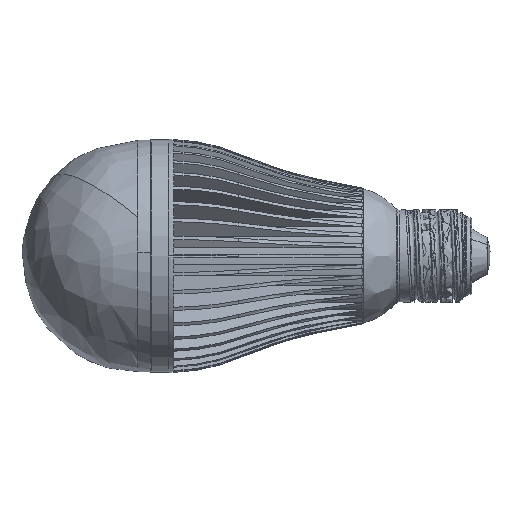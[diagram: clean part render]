
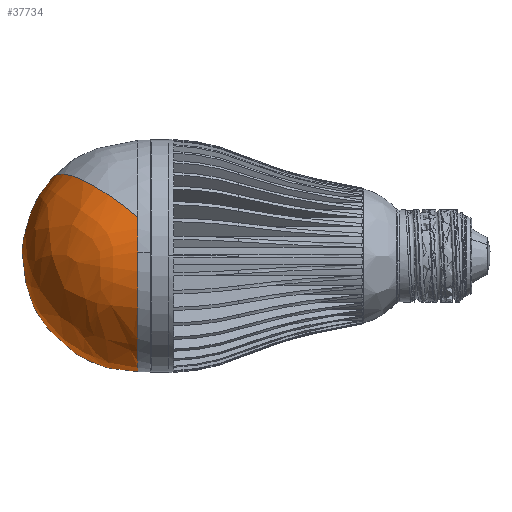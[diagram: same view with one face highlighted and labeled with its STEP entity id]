
A CAD part, left-side view. The second image highlights one B-rep face of the part: STEP entity #37734.
In plain terms, the highlighted free-form (B-spline) face has degree [3, 3] with [4, 4] control points.
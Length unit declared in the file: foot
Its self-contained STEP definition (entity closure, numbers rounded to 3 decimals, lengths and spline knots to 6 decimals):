
#1520 = CARTESIAN_POINT ( 'NONE',  ( 0.048476, 0.033732, 0.055642 ) ) ;
#1695 = CARTESIAN_POINT ( 'NONE',  ( -0.003595, -0.01251, -0.181647 ) ) ;
#1976 = CARTESIAN_POINT ( 'NONE',  ( -0.10625, -0.042708, 0. ) ) ;
#2570 = AXIS2_PLACEMENT_3D ( 'NONE', #9874, #37259, #13804 ) ;
#3934 = CIRCLE ( 'NONE', #31820, 0.10625 ) ;
#5364 = VERTEX_POINT ( 'NONE', #27198 ) ;
#5469 = CARTESIAN_POINT ( 'NONE',  ( 0.048476, 0.033732, 0.055642 ) ) ;
#5632 = CARTESIAN_POINT ( 'NONE',  ( -0.098965, -0.081135, -0.004283 ) ) ;
#6303 = CARTESIAN_POINT ( 'NONE',  ( 0., -0.042708, 0. ) ) ;
#9292 = ORIENTED_EDGE ( 'NONE', *, *, #14475, .T. ) ;
#9399 = CARTESIAN_POINT ( 'NONE',  ( 0.144092, 0.010746, 0.003918 ) ) ;
#9874 = CARTESIAN_POINT ( 'NONE',  ( 0., -0.042708, 0. ) ) ;
#10063 = EDGE_CURVE ( 'NONE', #35914, #38777, #32862, .T. ) ;
#10226 = DIRECTION ( 'NONE',  ( 1., 0., 0. ) ) ;
#10643 = EDGE_LOOP ( 'NONE', ( #33789, #33923, #9292, #17502 ) ) ;
#11917 = CIRCLE ( 'NONE', #32765, 0.10625 ) ;
#13322 = CARTESIAN_POINT ( 'NONE',  ( -0.097489, 0.204062, -0.051186 ) ) ;
#13804 = DIRECTION ( 'NONE',  ( 0.456, 0.719, 0.524 ) ) ;
#13959 = EDGE_CURVE ( 'NONE', #35914, #5364, #11917, .T. ) ;
#14475 = EDGE_CURVE ( 'NONE', #38777, #14843, #16197, .T. ) ;
#14843 = VERTEX_POINT ( 'NONE', #1976 ) ;
#15619 = DIRECTION ( 'NONE',  ( 0., 1., 0. ) ) ;
#15697 = DIRECTION ( 'NONE',  ( 0.227, -0.663, 0.713 ) ) ;
#16197 = CIRCLE ( 'NONE', #26519, 0.10625 ) ;
#17266 = CARTESIAN_POINT ( 'NONE',  ( 0.13391, -0.071898, -0.069651 ) ) ;
#17502 = ORIENTED_EDGE ( 'NONE', *, *, #45652, .T. ) ;
#17816 = CARTESIAN_POINT ( 'NONE',  ( 0.101267, -0.042708, -0.032158 ) ) ;
#21037 = CARTESIAN_POINT ( 'NONE',  ( 0.048476, 0.033732, 0.055642 ) ) ;
#21206 = CARTESIAN_POINT ( 'NONE',  ( -0.200252, 0.195502, -0.145872 ) ) ;
#25136 = CARTESIAN_POINT ( 'NONE',  ( 0.03049, -0.112256, -0.074314 ) ) ;
#26519 = AXIS2_PLACEMENT_3D ( 'NONE', #6303, #33674, #10226 ) ;
#27198 = CARTESIAN_POINT ( 'NONE',  ( -0.101267, -0.042708, 0.032158 ) ) ;
#29073 = CARTESIAN_POINT ( 'NONE',  ( -0.13305, 0.01861, -0.111617 ) ) ;
#29272 = FACE_OUTER_BOUND ( 'NONE', #10643, .T. ) ;
#31820 = AXIS2_PLACEMENT_3D ( 'NONE', #39059, #15619, #42979 ) ;
#32591 =( BOUNDED_SURFACE ( )  B_SPLINE_SURFACE ( 3, 3, ( 
 ( #1520, #21037, #5469, #32834 ),
 ( #9399, #36783, #13322, #40699 ),
 ( #17266, #44633, #21206, #48568 ),
 ( #25136, #1695, #29073, #5632 ) ),
 .UNSPECIFIED., .F., .F., .F. ) 
 B_SPLINE_SURFACE_WITH_KNOTS ( ( 4, 4 ),
 ( 4, 4 ),
 ( 0., 1. ),
 ( 0., 1. ),
 .UNSPECIFIED. ) 
 GEOMETRIC_REPRESENTATION_ITEM ( )  RATIONAL_B_SPLINE_SURFACE ( (
 ( 1., 0.333, 0.333, 1.),
 ( 0.589, 0.196, 0.196, 0.589),
 ( 0.589, 0.196, 0.196, 0.589),
 ( 1., 0.333, 0.333, 1.) ) ) 
 REPRESENTATION_ITEM ( '' )  SURFACE ( )  );
#32765 = AXIS2_PLACEMENT_3D ( 'NONE', #39134, #15697, #43054 ) ;
#32834 = CARTESIAN_POINT ( 'NONE',  ( 0.048476, 0.033732, 0.055642 ) ) ;
#32862 = CIRCLE ( 'NONE', #2570, 0.10625 ) ;
#33674 = DIRECTION ( 'NONE',  ( 0., 1., 0. ) ) ;
#33789 = ORIENTED_EDGE ( 'NONE', *, *, #13959, .F. ) ;
#33923 = ORIENTED_EDGE ( 'NONE', *, *, #10063, .T. ) ;
#35914 = VERTEX_POINT ( 'NONE', #38195 ) ;
#36783 = CARTESIAN_POINT ( 'NONE',  ( 0.093742, 0.158091, -0.154635 ) ) ;
#37259 = DIRECTION ( 'NONE',  ( -0.227, 0.663, -0.713 ) ) ;
#37734 = ADVANCED_FACE ( 'NONE', ( #29272 ), #32591, .T. ) ;
#38195 = CARTESIAN_POINT ( 'NONE',  ( 0.048476, 0.033732, 0.055642 ) ) ;
#38777 = VERTEX_POINT ( 'NONE', #17816 ) ;
#39059 = CARTESIAN_POINT ( 'NONE',  ( 0., -0.042708, 0. ) ) ;
#39134 = CARTESIAN_POINT ( 'NONE',  ( 0., -0.042708, 0. ) ) ;
#40699 = CARTESIAN_POINT ( 'NONE',  ( -0.047139, 0.056717, 0.107367 ) ) ;
#42979 = DIRECTION ( 'NONE',  ( 1., 0., 0. ) ) ;
#43054 = DIRECTION ( 'NONE',  ( 0.456, 0.719, 0.524 ) ) ;
#44633 = CARTESIAN_POINT ( 'NONE',  ( 0.064265, 0.131913, -0.288966 ) ) ;
#45652 = EDGE_CURVE ( 'NONE', #14843, #5364, #3934, .T. ) ;
#48568 = CARTESIAN_POINT ( 'NONE',  ( -0.130607, -0.00831, 0.073442 ) ) ;
